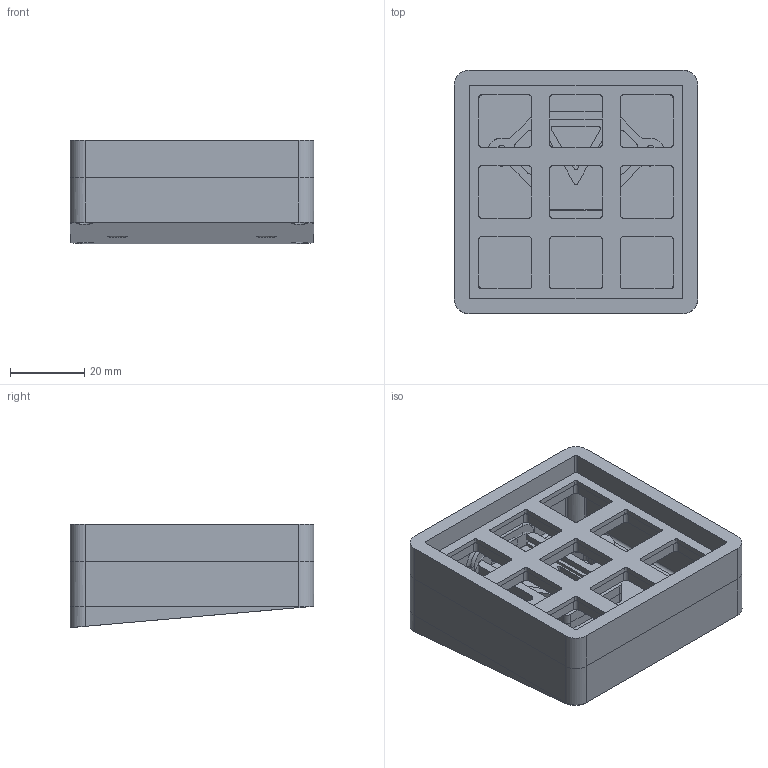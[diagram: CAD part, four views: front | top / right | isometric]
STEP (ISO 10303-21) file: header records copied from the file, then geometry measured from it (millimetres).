
FILE_DESCRIPTION(/* description */ (''),/* implementation_level */ '2;1');
FILE_NAME(/* name */ 'VOID9 Redux - Bottom - Angled.step',/* time_stamp */ '2023-06-13T12:01:22+03:00',/* author */ (''),/* organization */ (''),/* preprocessor_version */ 'ST-DEVELOPER v19.2',/* originating_system */ 'Autodesk Translation Framework v12.6.0.85',/* authorisation */ '');
FILE_SCHEMA (('AUTOMOTIVE_DESIGN { 1 0 10303 214 3 1 1 }'));
Length unit declared in the file: millimetre
Products named in the file (3): VOID9 Redux; VOID9 Redux Flat Controller Mount; VOID9 Redux Angled Controller Mount
Assembly tree (2 placements, depth 2):
  VOID9 Redux
    VOID9 Redux Flat Controller Mount
    VOID9 Redux Angled Controller Mount
Bounding box: 65.4 x 65.4 x 27.72 mm (x, y, z)
Volume: 56747.5 mm3; surface area: 50032.4 mm2
Topology: 5 solids, 5 shells, 619 faces, 1641 edges, 1044 vertices
Faces by surface type: cylinder 290, plane 265, bspline 32, torus 24, cone 8
Full cylindrical faces by diameter (mm): 2.4 x12, 3.5 x8, 4.2 x8
Entity records: 20407 total; most frequent: CARTESIAN_POINT 4611, DIRECTION 3349, ORIENTED_EDGE 3250, EDGE_CURVE 1625, AXIS2_PLACEMENT_3D 1192, VERTEX_POINT 1044, LINE 965, VECTOR 965
